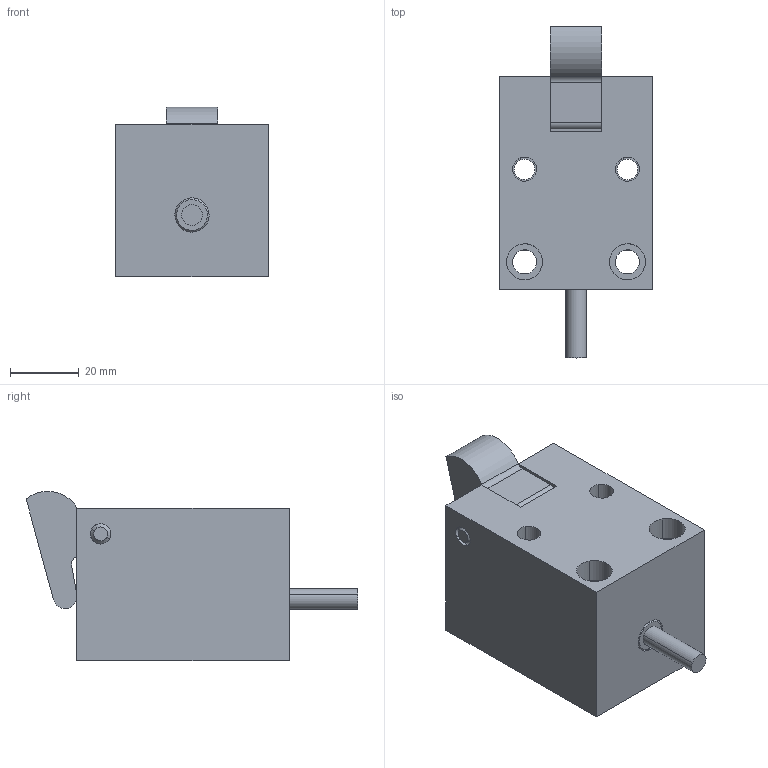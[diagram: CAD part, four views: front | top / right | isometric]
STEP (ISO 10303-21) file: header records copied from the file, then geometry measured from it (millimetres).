
FILE_DESCRIPTION(('CATIA V5 STEP Exchange'),'2;1');
FILE_NAME('CPUN-00750-10.stp','2015-09-08T08:50:02+00:00',('none'),('none'),'CATIA Version 5 Release 20 GA (IN-10)','CATIA V5 STEP AP203','none');
FILE_SCHEMA(('CONFIG_CONTROL_DESIGN'));
Length unit declared in the file: millimetre
Products named in the file (1): CPUN-00750-10
Bounding box: 44.5 x 96.74 x 49.4 mm (x, y, z)
Volume: 116640.5 mm3; surface area: 33512.2 mm2
Topology: 12 solids, 12 shells, 134 faces, 296 edges, 192 vertices
Faces by surface type: cylinder 74, plane 44, cone 14, torus 2
Entity records: 3406 total; most frequent: ORIENTED_EDGE 592, CARTESIAN_POINT 569, DIRECTION 456, EDGE_CURVE 296, AXIS2_PLACEMENT_3D 247, VERTEX_POINT 192, EDGE_LOOP 172, CIRCLE 166
